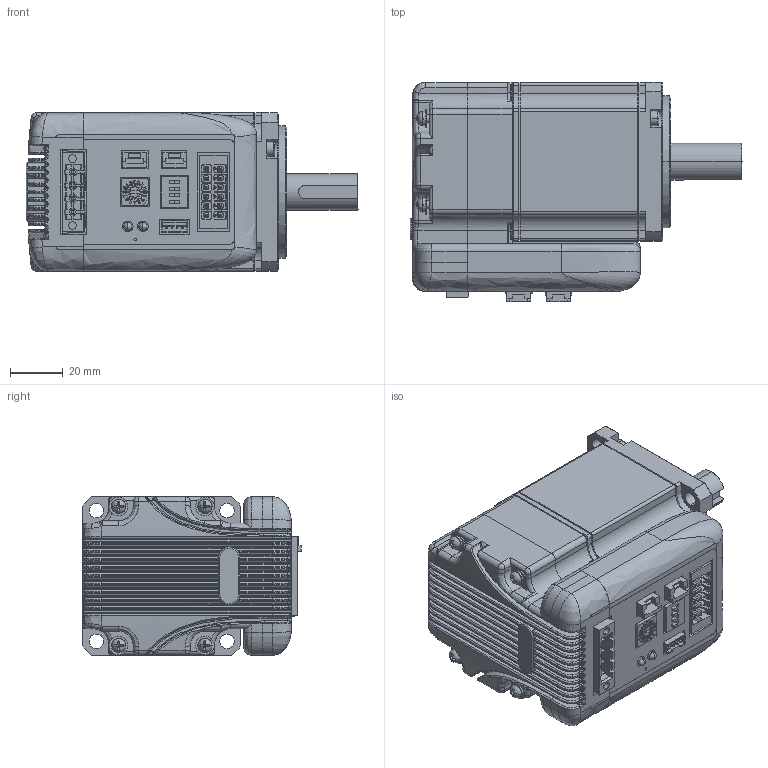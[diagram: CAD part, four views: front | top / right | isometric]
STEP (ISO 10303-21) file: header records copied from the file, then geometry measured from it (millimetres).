
FILE_DESCRIPTION(/* description */ ('Alibre Inc.'),/* implementation_level */ '2;1');
FILE_NAME(/* name */ 'export-11AA4E3E-1C0C-4F7F-BD07-10BEA810D8FD',/* time_stamp */ '2024-08-12T17:40:30+02:00',/* author */ (''),/* organization */ (''),/* preprocessor_version */ 'ST-DEVELOPER v17',/* originating_system */ 'Alibre',/* authorisation */ '');
FILE_SCHEMA (('AUTOMOTIVE_DESIGN'));
Length unit declared in the file: millimetre
Products named in the file (39): MANIFOLD_SOLID_BREP_169; 60_200W_8_ASM_ASM_ASM_ASM; PRT0004_7_40; PRT0005_3_11; PRT0004_36; HEADER_2_0_4X_3; XB_3; PB_4P_5; B04B-ZESK-1D_2; PHOENIX______2__6_5; CONNECTOR_5MMCLOSED4PIN_MALE_1; PCB_ASM_12_ASM_ASM_ASM_ASM; PRT0003_46; M3X8_GB818_9_1; D3_GB9074_26_11_1; D3_GB9074_24_14_1; M3X8_GB9074_4_ASM_1_ASM_ASM_ASM_ASM; ISV2HG_202011123_4; ASM0003_ASM_60_ASM_ASM_ASM_ASM; PRT0002; ASM0001_ASM_ASM_ASM; ISV2_6020V48C_B_ALL_ASM_ASM; CROSS_RECESSED_CTSK_WOOD_S-44_1; ISV2-1_-1-SOLI20001; CROSS_RECESSED_CTSK_WOOD_S-47_1; _1-SOLID1_10001; ISV2-1_-1-SOLI20002; HEXAGON_SOCKET_HEAD_CAP_S-153_1; CROSS_RECESSED_CTSK_WOOD_-156_1; CROSS_RECESSED_CTSK_WOOD_-156_2; 26-1-SOLID1_100; HEXAGON_SOCKET_HEAD_CAP_S-264_1; _1-SOLID1_10002; HEXAGON_SOCKET_HEAD_CAP_S-267_1; HEXAGON_SOCKET_HEAD_CAP_S-268_1; _1-SOLID1_10003; ISV2-6020V24C_1_2_ASM; ASM0001_ASM; ISV2-6020_ASM
Bounding box: 125.7 x 82.9 x 60 mm (x, y, z)
Volume: 318270.9 mm3; surface area: 154875.8 mm2
Topology: 40 solids, 41 shells, 3904 faces, 10290 edges, 6471 vertices
Faces by surface type: plane 2123, cylinder 927, bspline 400, cone 342, torus 92, sphere 20
Entity records: 133822 total; most frequent: CARTESIAN_POINT 46349, ORIENTED_EDGE 19156, DIRECTION 14925, EDGE_CURVE 9578, VECTOR 6156, LINE 6156, VERTEX_POINT 6101, AXIS2_PLACEMENT_3D 5430
